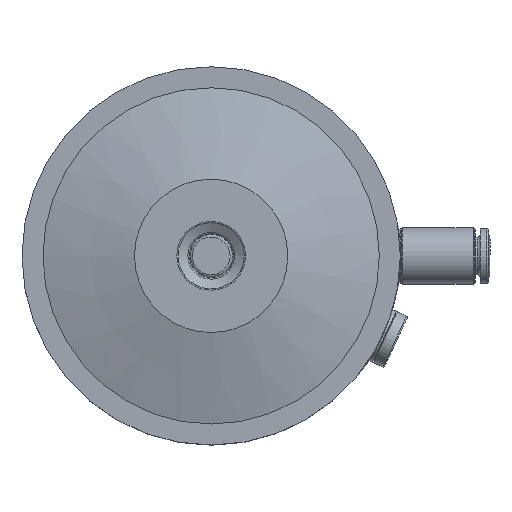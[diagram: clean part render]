
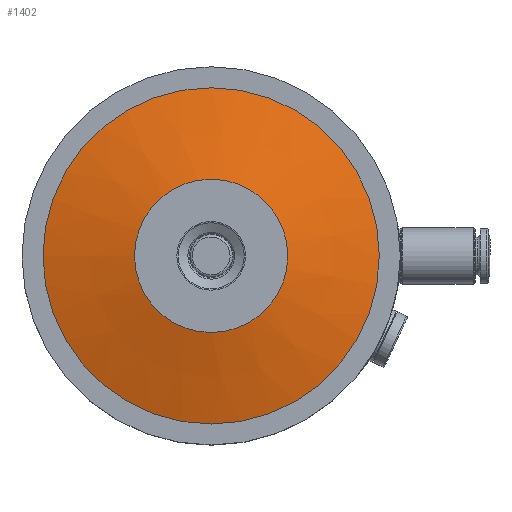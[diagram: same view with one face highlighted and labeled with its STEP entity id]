
A CAD part, top view. The second image highlights one B-rep face of the part: STEP entity #1402.
In plain terms, the highlighted conical face has half-angle 75 degrees and reference radius 24 mm.
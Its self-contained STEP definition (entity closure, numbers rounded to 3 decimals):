
#117=CONICAL_SURFACE('',#1507,24.,1.309);
#179=ORIENTED_EDGE('',*,*,#370,.T.);
#180=ORIENTED_EDGE('',*,*,#371,.F.);
#370=EDGE_CURVE('',#466,#466,#548,.T.);
#371=EDGE_CURVE('',#467,#467,#549,.T.);
#466=VERTEX_POINT('',#1984);
#467=VERTEX_POINT('',#1987);
#548=CIRCLE('',#1506,10.938);
#549=CIRCLE('',#1508,24.);
#607=EDGE_LOOP('',(#179));
#608=EDGE_LOOP('',(#180));
#743=FACE_BOUND('',#607,.T.);
#744=FACE_BOUND('',#608,.T.);
#1402=ADVANCED_FACE('',(#743,#744),#117,.T.);
#1506=AXIS2_PLACEMENT_3D('',#1983,#1653,#1654);
#1507=AXIS2_PLACEMENT_3D('',#1985,#1655,#1656);
#1508=AXIS2_PLACEMENT_3D('',#1986,#1657,#1658);
#1653=DIRECTION('',(0.,0.,-1.));
#1654=DIRECTION('',(-1.,0.,0.));
#1655=DIRECTION('',(0.,0.,-1.));
#1656=DIRECTION('',(-1.,0.,0.));
#1657=DIRECTION('',(0.,0.,-1.));
#1658=DIRECTION('',(1.,0.,0.));
#1983=CARTESIAN_POINT('',(0.,0.,19.5));
#1984=CARTESIAN_POINT('',(-10.938,0.,19.5));
#1985=CARTESIAN_POINT('',(0.,0.,16.));
#1986=CARTESIAN_POINT('',(0.,0.,16.));
#1987=CARTESIAN_POINT('',(24.,0.,16.));
